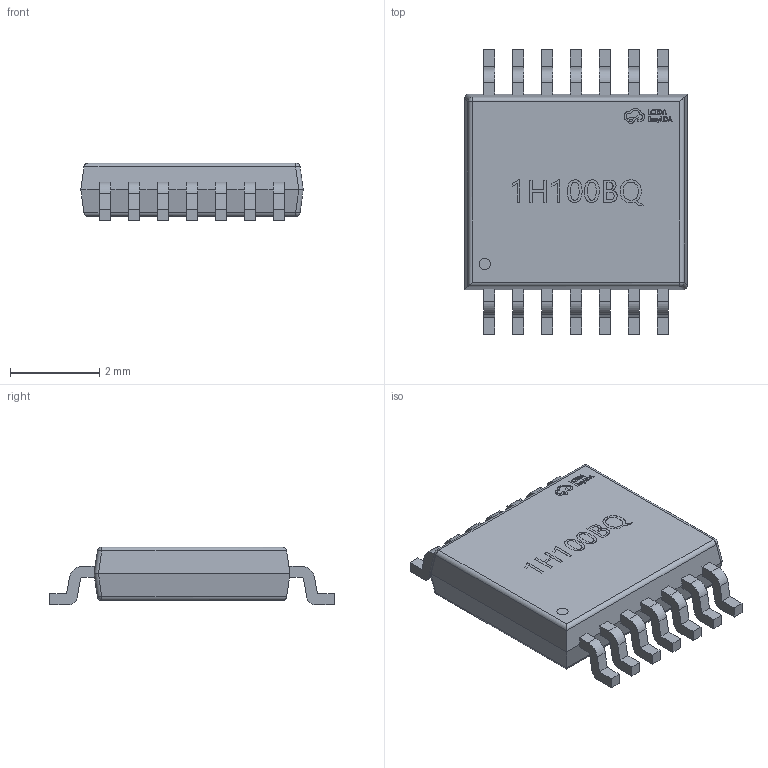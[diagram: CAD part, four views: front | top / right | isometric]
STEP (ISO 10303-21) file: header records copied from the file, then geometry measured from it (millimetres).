
FILE_DESCRIPTION (( 'STEP AP214' ), '1' );
FILE_NAME ('PDSO-G14_L5.0-W4.4-P0.65-LS6.4-BL-EP.step', '2022-08-04T05:54:20', ( '' ), ( '' ), 'SwSTEP 2.0', 'SolidWorks 2020', '' );
FILE_SCHEMA (( 'AUTOMOTIVE_DESIGN' ));
Length unit declared in the file: millimetre
Products named in the file (1): PDSO-G14_L5.0-W4.4-P0.65-LS6.4-BL-EP
Bounding box: 5 x 6.4 x 1.3 mm (x, y, z)
Volume: 26.7 mm3; surface area: 82.8 mm2
Topology: 14 solids, 14 shells, 582 faces, 1574 edges, 1042 vertices
Faces by surface type: plane 372, bspline 150, cylinder 56, sphere 4
Entity records: 28095 total; most frequent: CARTESIAN_POINT 7831, ORIENTED_EDGE 3148, DIRECTION 2230, EDGE_CURVE 1574, VECTOR 1164, LINE 1164, VERTEX_POINT 1042, EDGE_LOOP 616
